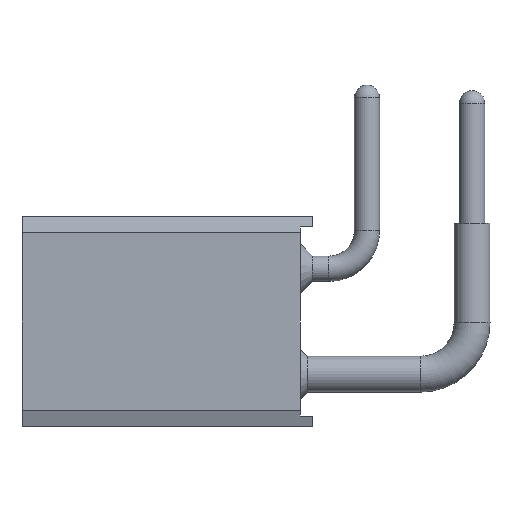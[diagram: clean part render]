
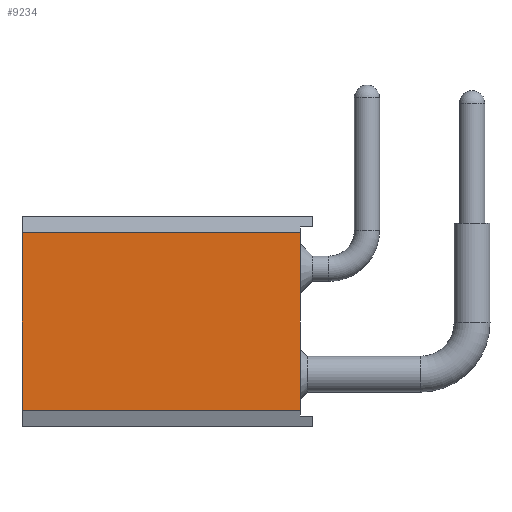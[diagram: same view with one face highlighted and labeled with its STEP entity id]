
A CAD part, left-side view. The second image highlights one B-rep face of the part: STEP entity #9234.
In plain terms, the highlighted planar face has unit normal (-1, 0, 0).
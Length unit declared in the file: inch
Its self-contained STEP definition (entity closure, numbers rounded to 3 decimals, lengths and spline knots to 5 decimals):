
#144 = PLANE ( 'NONE',  #9651 ) ;
#309 = VERTEX_POINT ( 'NONE', #2463 ) ;
#327 = EDGE_CURVE ( 'NONE', #309, #12159, #2755, .T. ) ;
#1050 = DIRECTION ( 'NONE',  ( 0., 1., 0. ) ) ;
#1649 = CARTESIAN_POINT ( 'NONE',  ( -0.01203, 0., -0.18425 ) ) ;
#2463 = CARTESIAN_POINT ( 'NONE',  ( -0.01203, -0.26419, -0.18425 ) ) ;
#2755 = LINE ( 'NONE', #7163, #8873 ) ;
#3168 = VECTOR ( 'NONE', #5929, 39.37008 ) ;
#3193 = DIRECTION ( 'NONE',  ( 0., 1., 0. ) ) ;
#4291 = VECTOR ( 'NONE', #3193, 39.37008 ) ;
#4397 = ORIENTED_EDGE ( 'NONE', *, *, #327, .T. ) ;
#5929 = DIRECTION ( 'NONE',  ( 0., 0., 1. ) ) ;
#6003 = CARTESIAN_POINT ( 'NONE',  ( -0.01203, -0.26419, -0.01575 ) ) ;
#6298 = EDGE_CURVE ( 'NONE', #12159, #6987, #6752, .T. ) ;
#6752 = LINE ( 'NONE', #10869, #10156 ) ;
#6987 = VERTEX_POINT ( 'NONE', #13013 ) ;
#7091 = CARTESIAN_POINT ( 'NONE',  ( -0.01203, 0., -0.18425 ) ) ;
#7163 = CARTESIAN_POINT ( 'NONE',  ( -0.01203, -0.26419, -0.18976 ) ) ;
#7661 = CARTESIAN_POINT ( 'NONE',  ( -0.01203, -0.276, -0.18425 ) ) ;
#8182 = ORIENTED_EDGE ( 'NONE', *, *, #6298, .T. ) ;
#8244 = DIRECTION ( 'NONE',  ( 0., 0., 1. ) ) ;
#8588 = ORIENTED_EDGE ( 'NONE', *, *, #12002, .F. ) ;
#8873 = VECTOR ( 'NONE', #8244, 39.37008 ) ;
#8950 = DIRECTION ( 'NONE',  ( 0., 0., 1. ) ) ;
#9234 = ADVANCED_FACE ( 'NONE', ( #13115 ), #144, .T. ) ;
#9283 = VERTEX_POINT ( 'NONE', #1649 ) ;
#9651 = AXIS2_PLACEMENT_3D ( 'NONE', #7661, #10101, #8950 ) ;
#9774 = CARTESIAN_POINT ( 'NONE',  ( -0.01203, -0.276, -0.18425 ) ) ;
#10101 = DIRECTION ( 'NONE',  ( -1., 0., 0. ) ) ;
#10156 = VECTOR ( 'NONE', #1050, 39.37008 ) ;
#10869 = CARTESIAN_POINT ( 'NONE',  ( -0.01203, -0.276, -0.01575 ) ) ;
#12002 = EDGE_CURVE ( 'NONE', #9283, #6987, #12268, .T. ) ;
#12159 = VERTEX_POINT ( 'NONE', #6003 ) ;
#12268 = LINE ( 'NONE', #7091, #3168 ) ;
#13013 = CARTESIAN_POINT ( 'NONE',  ( -0.01203, 0., -0.01575 ) ) ;
#13056 = LINE ( 'NONE', #9774, #4291 ) ;
#13115 = FACE_OUTER_BOUND ( 'NONE', #14093, .T. ) ;
#13305 = ORIENTED_EDGE ( 'NONE', *, *, #13451, .F. ) ;
#13451 = EDGE_CURVE ( 'NONE', #309, #9283, #13056, .T. ) ;
#14093 = EDGE_LOOP ( 'NONE', ( #4397, #8182, #8588, #13305 ) ) ;
